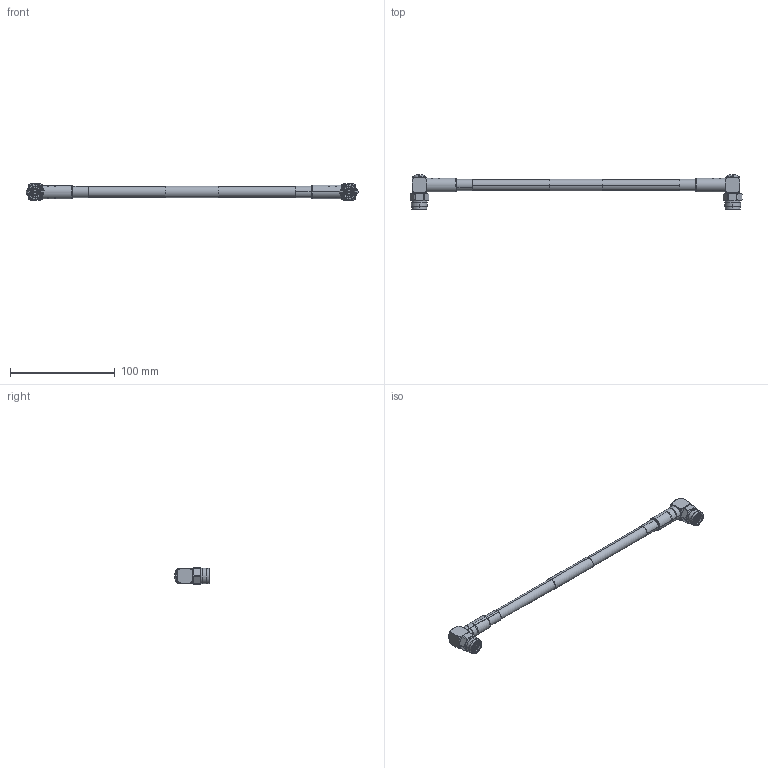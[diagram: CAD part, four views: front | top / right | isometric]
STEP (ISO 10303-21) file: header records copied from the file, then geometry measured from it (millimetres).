
FILE_DESCRIPTION (( 'STEP AP214' ), '1' );
FILE_NAME ('FMC00857_3D.step', '2023-02-23T03:24:00', ( '' ), ( '' ), 'SwSTEP 2.0', 'SolidWorks 2022', '' );
FILE_SCHEMA (( 'AUTOMOTIVE_DESIGN' ));
Length unit declared in the file: inch
Products named in the file (7): TC-400-TM-RA-D^FMC00857; TC-400-TM-RA-D_body^TC-400-TM-RA-D_FMC00857; heat shrink conn 1^FMC00857_shrunk; FMC00857_3D; LMR-400-FR^FMC00857; TC-400-TM-RA-D_cap^TC-400-TM-RA-D_FMC00857; TC-400-TM-RA-D_ferrule^TC-400-TM-RA-D_FMC00857
Assembly tree (8 placements, depth 3):
  FMC00857_3D
    LMR-400-FR^FMC00857
    TC-400-TM-RA-D^FMC00857  x2
      TC-400-TM-RA-D_body^TC-400-TM-RA-D_FMC00857
      TC-400-TM-RA-D_cap^TC-400-TM-RA-D_FMC00857
      TC-400-TM-RA-D_ferrule^TC-400-TM-RA-D_FMC00857
    heat shrink conn 1^FMC00857_shrunk  x2
Bounding box: 316.42 x 33.25 x 15.8 mm (x, y, z)
Volume: 34860.4 mm3; surface area: 30422.5 mm2
Topology: 14 solids, 14 shells, 468 faces, 966 edges, 556 vertices
Faces by surface type: cone 184, cylinder 150, plane 82, torus 48, sphere 4
Entity records: 6861 total; most frequent: CARTESIAN_POINT 1315, DIRECTION 1228, ORIENTED_EDGE 984, AXIS2_PLACEMENT_3D 525, EDGE_CURVE 492, VERTEX_POINT 284, CIRCLE 274, EDGE_LOOP 260
